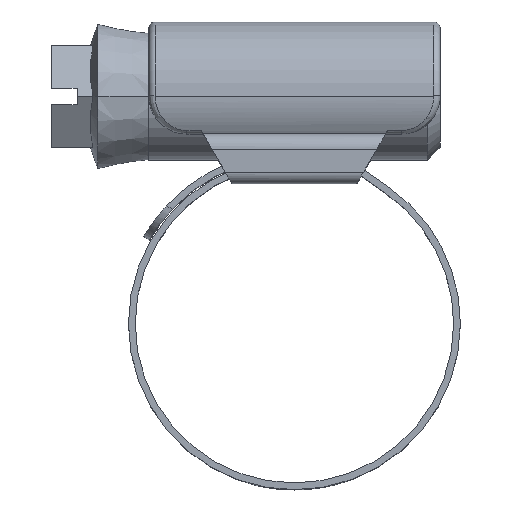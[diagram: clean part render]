
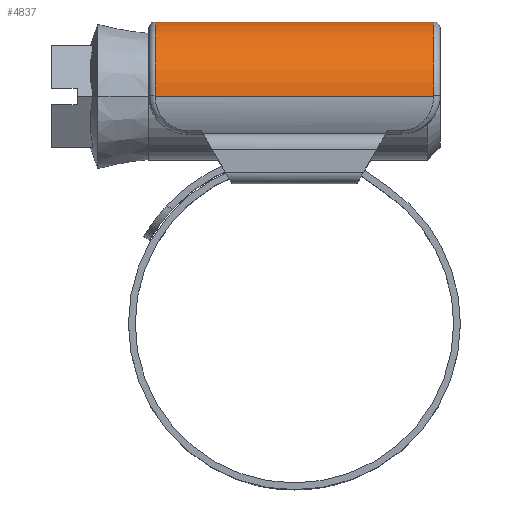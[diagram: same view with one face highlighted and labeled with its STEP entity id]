
A CAD part, top view. The second image highlights one B-rep face of the part: STEP entity #4837.
In plain terms, the highlighted cylindrical face has radius 5.85 mm (diameter 11.7 mm), a partial arc.
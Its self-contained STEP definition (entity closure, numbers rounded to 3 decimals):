
#86 = CARTESIAN_POINT ( 'NONE',  ( -11.437, 17.85, -5.85 ) ) ;
#165 = CARTESIAN_POINT ( 'NONE',  ( 10.938, 17.905, -5.85 ) ) ;
#234 = DIRECTION ( 'NONE',  ( 0., 0., -1. ) ) ;
#238 = CARTESIAN_POINT ( 'NONE',  ( 10.937, 17.905, 5.85 ) ) ;
#343 = CARTESIAN_POINT ( 'NONE',  ( 10.937, 17.85, 5.85 ) ) ;
#380 = EDGE_CURVE ( 'NONE', #570, #4176, #1964, .T. ) ;
#435 = VERTEX_POINT ( 'NONE', #5320 ) ;
#462 = CARTESIAN_POINT ( 'NONE',  ( 10.937, 17.85, -5.85 ) ) ;
#483 = EDGE_CURVE ( 'NONE', #435, #570, #3180, .T. ) ;
#570 = VERTEX_POINT ( 'NONE', #5653 ) ;
#587 = CARTESIAN_POINT ( 'NONE',  ( -11.438, 17.85, 5.85 ) ) ;
#635 = CARTESIAN_POINT ( 'NONE',  ( 10.937, 17.868, -5.85 ) ) ;
#678 = VECTOR ( 'NONE', #4214, 1000. ) ;
#701 = ORIENTED_EDGE ( 'NONE', *, *, #380, .T. ) ;
#741 = LINE ( 'NONE', #587, #678 ) ;
#830 = EDGE_CURVE ( 'NONE', #4004, #4785, #1592, .T. ) ;
#879 = CARTESIAN_POINT ( 'NONE',  ( -10.938, 17.886, 5.85 ) ) ;
#941 = CARTESIAN_POINT ( 'NONE',  ( 10.937, 17.85, 5.85 ) ) ;
#1309 = ORIENTED_EDGE ( 'NONE', *, *, #3434, .T. ) ;
#1325 = CARTESIAN_POINT ( 'NONE',  ( 10.938, 17.886, -5.85 ) ) ;
#1419 = ORIENTED_EDGE ( 'NONE', *, *, #830, .T. ) ;
#1455 = CARTESIAN_POINT ( 'NONE',  ( -10.938, 17.905, 5.85 ) ) ;
#1560 = VERTEX_POINT ( 'NONE', #3879 ) ;
#1587 = DIRECTION ( 'NONE',  ( 0., 0., 1. ) ) ;
#1592 = B_SPLINE_CURVE_WITH_KNOTS ( 'NONE', 3,
 ( #1455, #879, #6832, #4902 ),
 .UNSPECIFIED., .F., .F.,
 ( 4, 4 ),
 ( 0., 0. ),
 .UNSPECIFIED. ) ;
#1626 = CARTESIAN_POINT ( 'NONE',  ( -10.937, 17.886, -5.85 ) ) ;
#1661 = EDGE_LOOP ( 'NONE', ( #1419, #4493, #3997, #1844, #701, #3362, #1939, #1309 ) ) ;
#1788 = VERTEX_POINT ( 'NONE', #941 ) ;
#1844 = ORIENTED_EDGE ( 'NONE', *, *, #483, .T. ) ;
#1866 = CARTESIAN_POINT ( 'NONE',  ( -10.937, 17.905, -5.85 ) ) ;
#1915 = CARTESIAN_POINT ( 'NONE',  ( 10.938, 17.85, 0. ) ) ;
#1939 = ORIENTED_EDGE ( 'NONE', *, *, #4264, .T. ) ;
#1964 = B_SPLINE_CURVE_WITH_KNOTS ( 'NONE', 3,
 ( #165, #1325, #635, #2449 ),
 .UNSPECIFIED., .F., .F.,
 ( 4, 4 ),
 ( 0., 0. ),
 .UNSPECIFIED. ) ;
#2207 = CARTESIAN_POINT ( 'NONE',  ( -10.937, 17.85, -5.85 ) ) ;
#2381 = AXIS2_PLACEMENT_3D ( 'NONE', #6971, #4650, #1587 ) ;
#2449 = CARTESIAN_POINT ( 'NONE',  ( 10.937, 17.85, -5.85 ) ) ;
#2457 = DIRECTION ( 'NONE',  ( 0., 0., -1. ) ) ;
#2672 = CARTESIAN_POINT ( 'NONE',  ( 10.937, 17.868, 5.85 ) ) ;
#2999 = CIRCLE ( 'NONE', #2381, 5.85 ) ;
#3180 = CIRCLE ( 'NONE', #6395, 5.85 ) ;
#3253 = VECTOR ( 'NONE', #3532, 1000. ) ;
#3362 = ORIENTED_EDGE ( 'NONE', *, *, #7010, .F. ) ;
#3434 = EDGE_CURVE ( 'NONE', #7611, #4004, #2999, .T. ) ;
#3532 = DIRECTION ( 'NONE',  ( 1., 0., 0. ) ) ;
#3586 = CARTESIAN_POINT ( 'NONE',  ( -11.438, 17.85, 0. ) ) ;
#3672 = LINE ( 'NONE', #86, #3253 ) ;
#3879 = CARTESIAN_POINT ( 'NONE',  ( -10.937, 17.85, -5.85 ) ) ;
#3997 = ORIENTED_EDGE ( 'NONE', *, *, #6739, .T. ) ;
#4004 = VERTEX_POINT ( 'NONE', #5938 ) ;
#4118 = CYLINDRICAL_SURFACE ( 'NONE', #5095, 5.85 ) ;
#4176 = VERTEX_POINT ( 'NONE', #462 ) ;
#4214 = DIRECTION ( 'NONE',  ( 1., 0., 0. ) ) ;
#4258 = DIRECTION ( 'NONE',  ( -1., 0., 0. ) ) ;
#4264 = EDGE_CURVE ( 'NONE', #1560, #7611, #5386, .T. ) ;
#4467 = CARTESIAN_POINT ( 'NONE',  ( -10.937, 17.905, -5.85 ) ) ;
#4493 = ORIENTED_EDGE ( 'NONE', *, *, #7069, .T. ) ;
#4571 = CARTESIAN_POINT ( 'NONE',  ( -10.937, 17.868, -5.85 ) ) ;
#4650 = DIRECTION ( 'NONE',  ( 1., 0., 0. ) ) ;
#4781 = FACE_OUTER_BOUND ( 'NONE', #1661, .T. ) ;
#4785 = VERTEX_POINT ( 'NONE', #6402 ) ;
#4837 = ADVANCED_FACE ( 'NONE', ( #4781 ), #4118, .T. ) ;
#4902 = CARTESIAN_POINT ( 'NONE',  ( -10.937, 17.85, 5.85 ) ) ;
#5095 = AXIS2_PLACEMENT_3D ( 'NONE', #3586, #5946, #2457 ) ;
#5320 = CARTESIAN_POINT ( 'NONE',  ( 10.937, 17.905, 5.85 ) ) ;
#5386 = B_SPLINE_CURVE_WITH_KNOTS ( 'NONE', 3,
 ( #2207, #4571, #1626, #1866 ),
 .UNSPECIFIED., .F., .F.,
 ( 4, 4 ),
 ( 0.004, 0.004 ),
 .UNSPECIFIED. ) ;
#5653 = CARTESIAN_POINT ( 'NONE',  ( 10.938, 17.905, -5.85 ) ) ;
#5938 = CARTESIAN_POINT ( 'NONE',  ( -10.938, 17.905, 5.85 ) ) ;
#5946 = DIRECTION ( 'NONE',  ( 1., 0., 0. ) ) ;
#6395 = AXIS2_PLACEMENT_3D ( 'NONE', #1915, #4258, #234 ) ;
#6402 = CARTESIAN_POINT ( 'NONE',  ( -10.937, 17.85, 5.85 ) ) ;
#6554 = B_SPLINE_CURVE_WITH_KNOTS ( 'NONE', 3,
 ( #343, #2672, #6703, #238 ),
 .UNSPECIFIED., .F., .F.,
 ( 4, 4 ),
 ( 0.004, 0.004 ),
 .UNSPECIFIED. ) ;
#6703 = CARTESIAN_POINT ( 'NONE',  ( 10.937, 17.886, 5.85 ) ) ;
#6739 = EDGE_CURVE ( 'NONE', #1788, #435, #6554, .T. ) ;
#6832 = CARTESIAN_POINT ( 'NONE',  ( -10.937, 17.868, 5.85 ) ) ;
#6971 = CARTESIAN_POINT ( 'NONE',  ( -10.938, 17.85, 0. ) ) ;
#7010 = EDGE_CURVE ( 'NONE', #1560, #4176, #3672, .T. ) ;
#7069 = EDGE_CURVE ( 'NONE', #4785, #1788, #741, .T. ) ;
#7611 = VERTEX_POINT ( 'NONE', #4467 ) ;
